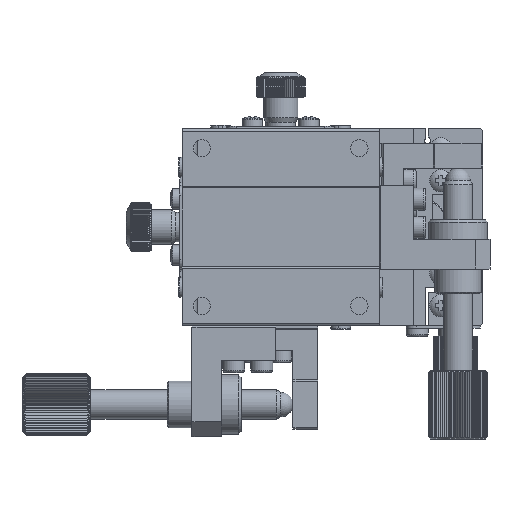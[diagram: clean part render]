
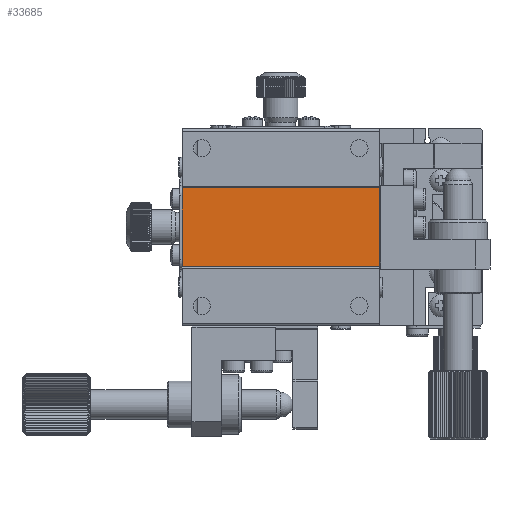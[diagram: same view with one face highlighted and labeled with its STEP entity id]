
A CAD part, front view. The second image highlights one B-rep face of the part: STEP entity #33685.
In plain terms, the highlighted planar face has unit normal (0, -1, 0).
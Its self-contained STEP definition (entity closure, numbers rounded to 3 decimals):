
#536 = VECTOR ( 'NONE', #28089, 1000. ) ;
#7021 = EDGE_CURVE ( 'NONE', #21313, #21074, #27074, .T. ) ;
#7285 = EDGE_CURVE ( 'NONE', #21313, #71467, #33714, .T. ) ;
#9287 = DIRECTION ( 'NONE',  ( 0., 0., -1. ) ) ;
#9742 = EDGE_CURVE ( 'NONE', #43769, #21074, #36311, .T. ) ;
#10197 = VECTOR ( 'NONE', #46938, 1000. ) ;
#11755 = EDGE_LOOP ( 'NONE', ( #69115, #69143, #13221, #40049 ) ) ;
#13221 = ORIENTED_EDGE ( 'NONE', *, *, #37340, .T. ) ;
#17879 = VECTOR ( 'NONE', #54304, 1000. ) ;
#21074 = VERTEX_POINT ( 'NONE', #37339 ) ;
#21313 = VERTEX_POINT ( 'NONE', #48075 ) ;
#21615 = LINE ( 'NONE', #55032, #42497 ) ;
#27074 = LINE ( 'NONE', #69423, #10197 ) ;
#28089 = DIRECTION ( 'NONE',  ( -1., 0., 0. ) ) ;
#33685 = ADVANCED_FACE ( 'NONE', ( #42990 ), #49736, .T. ) ;
#33714 = LINE ( 'NONE', #56623, #536 ) ;
#36311 = LINE ( 'NONE', #47958, #17879 ) ;
#37339 = CARTESIAN_POINT ( 'NONE',  ( -7., -21.7, -28. ) ) ;
#37340 = EDGE_CURVE ( 'NONE', #71467, #43769, #21615, .T. ) ;
#38455 = DIRECTION ( 'NONE',  ( 0., 0., -1. ) ) ;
#40049 = ORIENTED_EDGE ( 'NONE', *, *, #9742, .T. ) ;
#42497 = VECTOR ( 'NONE', #9287, 1000. ) ;
#42990 = FACE_OUTER_BOUND ( 'NONE', #11755, .T. ) ;
#43769 = VERTEX_POINT ( 'NONE', #55436 ) ;
#46938 = DIRECTION ( 'NONE',  ( 0., 0., -1. ) ) ;
#47958 = CARTESIAN_POINT ( 'NONE',  ( -47., -21.7, -28. ) ) ;
#48075 = CARTESIAN_POINT ( 'NONE',  ( -7., -21.7, -12. ) ) ;
#49736 = PLANE ( 'NONE',  #60091 ) ;
#54304 = DIRECTION ( 'NONE',  ( 1., 0., 0. ) ) ;
#54973 = DIRECTION ( 'NONE',  ( 0., -1., 0. ) ) ;
#55032 = CARTESIAN_POINT ( 'NONE',  ( -47., -21.7, -12. ) ) ;
#55436 = CARTESIAN_POINT ( 'NONE',  ( -47., -21.7, -28. ) ) ;
#56623 = CARTESIAN_POINT ( 'NONE',  ( -47., -21.7, -12. ) ) ;
#60091 = AXIS2_PLACEMENT_3D ( 'NONE', #65498, #54973, #38455 ) ;
#65498 = CARTESIAN_POINT ( 'NONE',  ( -47., -21.7, -12. ) ) ;
#69115 = ORIENTED_EDGE ( 'NONE', *, *, #7021, .F. ) ;
#69143 = ORIENTED_EDGE ( 'NONE', *, *, #7285, .T. ) ;
#69423 = CARTESIAN_POINT ( 'NONE',  ( -7., -21.7, -0.5 ) ) ;
#71467 = VERTEX_POINT ( 'NONE', #71582 ) ;
#71582 = CARTESIAN_POINT ( 'NONE',  ( -47., -21.7, -12. ) ) ;
